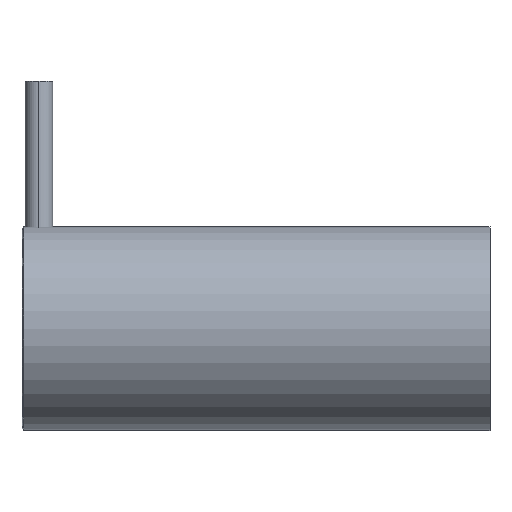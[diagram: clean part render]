
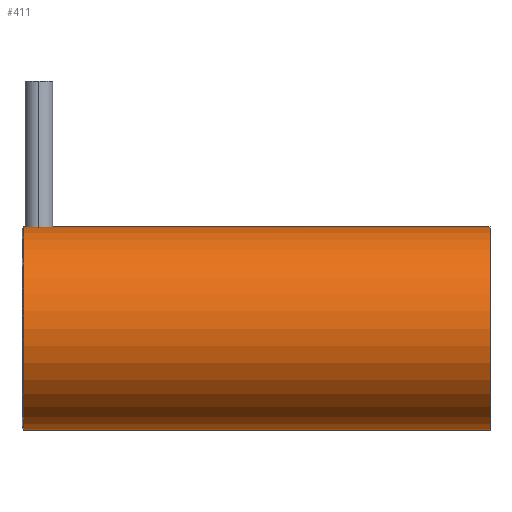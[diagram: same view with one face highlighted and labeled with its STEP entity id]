
A CAD part, left-side view. The second image highlights one B-rep face of the part: STEP entity #411.
In plain terms, the highlighted cylindrical face has radius 54.5 mm (diameter 109 mm), a partial arc.
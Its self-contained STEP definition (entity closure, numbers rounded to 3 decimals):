
#1 = DIRECTION ( 'NONE',  ( 0., -1., 0. ) ) ;
#3 = CARTESIAN_POINT ( 'NONE',  ( -1.441, 247.188, 54.481 ) ) ;
#7 = CARTESIAN_POINT ( 'NONE',  ( -0.42, 247.35, 54.5 ) ) ;
#9 = VERTEX_POINT ( 'NONE', #572 ) ;
#11 = CARTESIAN_POINT ( 'NONE',  ( -6.309, 240.167, 54.134 ) ) ;
#15 = CARTESIAN_POINT ( 'NONE',  ( -6.35, 241., 54.129 ) ) ;
#16 = ORIENTED_EDGE ( 'NONE', *, *, #380, .F. ) ;
#25 = EDGE_CURVE ( 'NONE', #246, #607, #305, .T. ) ;
#50 = CYLINDRICAL_SURFACE ( 'NONE', #288, 54.5 ) ;
#60 = EDGE_CURVE ( 'NONE', #275, #246, #521, .T. ) ;
#67 = DIRECTION ( 'NONE',  ( 0., -1., 0. ) ) ;
#69 = EDGE_CURVE ( 'NONE', #360, #610, #385, .T. ) ;
#76 = CARTESIAN_POINT ( 'NONE',  ( 0., 0., -54.5 ) ) ;
#80 = ORIENTED_EDGE ( 'NONE', *, *, #613, .T. ) ;
#86 = DIRECTION ( 'NONE',  ( 0., 1., 0. ) ) ;
#100 = VERTEX_POINT ( 'NONE', #321 ) ;
#101 = VECTOR ( 'NONE', #203, 1000. ) ;
#104 = CARTESIAN_POINT ( 'NONE',  ( 0., 234.65, 54.5 ) ) ;
#113 = DIRECTION ( 'NONE',  ( 0., -1., 0. ) ) ;
#123 = CARTESIAN_POINT ( 'NONE',  ( -4.196, 245.784, 54.339 ) ) ;
#126 = EDGE_CURVE ( 'NONE', #100, #9, #575, .T. ) ;
#127 = ORIENTED_EDGE ( 'NONE', *, *, #259, .F. ) ;
#142 = CARTESIAN_POINT ( 'NONE',  ( -4.781, 236.801, 54.291 ) ) ;
#152 = CARTESIAN_POINT ( 'NONE',  ( -3.175, 235.497, 54.408 ) ) ;
#174 = B_SPLINE_CURVE_WITH_KNOTS ( 'NONE', 3,
 ( #463, #691, #11, #262, #701, #581, #516, #455, #746, #695, #142, #647, #343, #597, #152, #661, #355, #282, #476, #705, #340, #532, #104 ),
 .UNSPECIFIED., .F., .F.,
 ( 4, 2, 2, 2, 2, 2, 2, 2, 1, 2, 2, 4 ),
 ( 0., 0.001, 0.002, 0.002, 0.004, 0.005, 0.006, 0.007, 0.007, 0.008, 0.009, 0.01 ),
 .UNSPECIFIED. ) ;
#189 = CARTESIAN_POINT ( 'NONE',  ( 0., 247.35, 54.5 ) ) ;
#190 = CARTESIAN_POINT ( 'NONE',  ( -2.239, 246.946, 54.454 ) ) ;
#195 = CARTESIAN_POINT ( 'NONE',  ( -5.696, 243.814, 54.202 ) ) ;
#203 = DIRECTION ( 'NONE',  ( 0., -1., 0. ) ) ;
#209 = CARTESIAN_POINT ( 'NONE',  ( 0., 250., 54.5 ) ) ;
#246 = VERTEX_POINT ( 'NONE', #641 ) ;
#251 = CARTESIAN_POINT ( 'NONE',  ( -5.392, 244.36, 54.233 ) ) ;
#257 = DIRECTION ( 'NONE',  ( 0., -1., 0. ) ) ;
#259 = EDGE_CURVE ( 'NONE', #610, #100, #174, .T. ) ;
#262 = CARTESIAN_POINT ( 'NONE',  ( -6.188, 239.558, 54.148 ) ) ;
#266 = CARTESIAN_POINT ( 'NONE',  ( -6.35, 241., 54.129 ) ) ;
#275 = VERTEX_POINT ( 'NONE', #351 ) ;
#281 = CARTESIAN_POINT ( 'NONE',  ( 0., 0., 0. ) ) ;
#282 = CARTESIAN_POINT ( 'NONE',  ( -2.044, 234.984, 54.462 ) ) ;
#288 = AXIS2_PLACEMENT_3D ( 'NONE', #564, #1, #720 ) ;
#301 = VECTOR ( 'NONE', #113, 1000. ) ;
#305 = LINE ( 'NONE', #785, #630 ) ;
#308 = CARTESIAN_POINT ( 'NONE',  ( 0., 250., 54.5 ) ) ;
#311 = FACE_OUTER_BOUND ( 'NONE', #402, .T. ) ;
#313 = ORIENTED_EDGE ( 'NONE', *, *, #126, .F. ) ;
#321 = CARTESIAN_POINT ( 'NONE',  ( 0., 234.65, 54.5 ) ) ;
#340 = CARTESIAN_POINT ( 'NONE',  ( -0.827, 234.69, 54.495 ) ) ;
#343 = CARTESIAN_POINT ( 'NONE',  ( -3.876, 235.953, 54.363 ) ) ;
#346 = ORIENTED_EDGE ( 'NONE', *, *, #25, .T. ) ;
#351 = CARTESIAN_POINT ( 'NONE',  ( 0., 249., 54.5 ) ) ;
#355 = CARTESIAN_POINT ( 'NONE',  ( -2.434, 235.124, 54.447 ) ) ;
#360 = VERTEX_POINT ( 'NONE', #189 ) ;
#372 = CARTESIAN_POINT ( 'NONE',  ( -6.145, 242.655, 54.153 ) ) ;
#377 = DIRECTION ( 'NONE',  ( 0., 0., 1. ) ) ;
#380 = EDGE_CURVE ( 'NONE', #275, #360, #787, .T. ) ;
#385 = B_SPLINE_CURVE_WITH_KNOTS ( 'NONE', 3,
 ( #733, #7, #626, #3, #562, #674, #190, #730, #438, #504, #123, #788, #737, #251, #497, #195, #444, #686, #372, #436, #446, #15 ),
 .UNSPECIFIED., .F., .F.,
 ( 4, 2, 2, 2, 2, 2, 2, 2, 2, 2, 4 ),
 ( 0.03, 0.031, 0.032, 0.032, 0.034, 0.035, 0.036, 0.037, 0.037, 0.038, 0.04 ),
 .UNSPECIFIED. ) ;
#395 = DIRECTION ( 'NONE',  ( 0., 0., 1. ) ) ;
#402 = EDGE_LOOP ( 'NONE', ( #16, #718, #346, #80, #313, #127, #648 ) ) ;
#411 = ADVANCED_FACE ( 'NONE', ( #311 ), #50, .T. ) ;
#436 = CARTESIAN_POINT ( 'NONE',  ( -6.309, 241.835, 54.134 ) ) ;
#438 = CARTESIAN_POINT ( 'NONE',  ( -3.18, 246.512, 54.408 ) ) ;
#444 = CARTESIAN_POINT ( 'NONE',  ( -5.785, 243.627, 54.192 ) ) ;
#446 = CARTESIAN_POINT ( 'NONE',  ( -6.35, 241.42, 54.129 ) ) ;
#455 = CARTESIAN_POINT ( 'NONE',  ( -5.706, 238.182, 54.201 ) ) ;
#463 = CARTESIAN_POINT ( 'NONE',  ( -6.35, 241., 54.129 ) ) ;
#476 = CARTESIAN_POINT ( 'NONE',  ( -1.646, 234.864, 54.475 ) ) ;
#483 = CIRCLE ( 'NONE', #625, 54.5 ) ;
#497 = CARTESIAN_POINT ( 'NONE',  ( -5.5, 244.18, 54.222 ) ) ;
#504 = CARTESIAN_POINT ( 'NONE',  ( -3.87, 246.052, 54.364 ) ) ;
#516 = CARTESIAN_POINT ( 'NONE',  ( -5.945, 238.759, 54.175 ) ) ;
#521 = CIRCLE ( 'NONE', #693, 54.5 ) ;
#532 = CARTESIAN_POINT ( 'NONE',  ( -0.415, 234.65, 54.5 ) ) ;
#562 = CARTESIAN_POINT ( 'NONE',  ( -1.642, 247.138, 54.476 ) ) ;
#564 = CARTESIAN_POINT ( 'NONE',  ( 0., 250., 0. ) ) ;
#572 = CARTESIAN_POINT ( 'NONE',  ( 0., 0., 54.5 ) ) ;
#575 = LINE ( 'NONE', #209, #101 ) ;
#581 = CARTESIAN_POINT ( 'NONE',  ( -6.016, 238.957, 54.167 ) ) ;
#597 = CARTESIAN_POINT ( 'NONE',  ( -3.355, 235.605, 54.397 ) ) ;
#607 = VERTEX_POINT ( 'NONE', #76 ) ;
#610 = VERTEX_POINT ( 'NONE', #266 ) ;
#613 = EDGE_CURVE ( 'NONE', #607, #9, #483, .T. ) ;
#625 = AXIS2_PLACEMENT_3D ( 'NONE', #281, #86, #395 ) ;
#626 = CARTESIAN_POINT ( 'NONE',  ( -0.832, 247.309, 54.495 ) ) ;
#630 = VECTOR ( 'NONE', #257, 1000. ) ;
#641 = CARTESIAN_POINT ( 'NONE',  ( 0., 249., -54.5 ) ) ;
#647 = CARTESIAN_POINT ( 'NONE',  ( -4.196, 236.216, 54.339 ) ) ;
#648 = ORIENTED_EDGE ( 'NONE', *, *, #69, .F. ) ;
#661 = CARTESIAN_POINT ( 'NONE',  ( -2.808, 235.301, 54.428 ) ) ;
#674 = CARTESIAN_POINT ( 'NONE',  ( -2.041, 247.017, 54.462 ) ) ;
#686 = CARTESIAN_POINT ( 'NONE',  ( -6.023, 243.055, 54.166 ) ) ;
#691 = CARTESIAN_POINT ( 'NONE',  ( -6.35, 240.58, 54.129 ) ) ;
#693 = AXIS2_PLACEMENT_3D ( 'NONE', #735, #67, #377 ) ;
#695 = CARTESIAN_POINT ( 'NONE',  ( -5.049, 237.127, 54.266 ) ) ;
#701 = CARTESIAN_POINT ( 'NONE',  ( -6.137, 239.356, 54.153 ) ) ;
#705 = CARTESIAN_POINT ( 'NONE',  ( -1.442, 234.812, 54.481 ) ) ;
#718 = ORIENTED_EDGE ( 'NONE', *, *, #60, .T. ) ;
#720 = DIRECTION ( 'NONE',  ( 0., 0., -1. ) ) ;
#730 = CARTESIAN_POINT ( 'NONE',  ( -2.816, 246.707, 54.429 ) ) ;
#733 = CARTESIAN_POINT ( 'NONE',  ( 0., 247.35, 54.5 ) ) ;
#735 = CARTESIAN_POINT ( 'NONE',  ( 0., 249., 0. ) ) ;
#737 = CARTESIAN_POINT ( 'NONE',  ( -5.044, 244.88, 54.267 ) ) ;
#746 = CARTESIAN_POINT ( 'NONE',  ( -5.511, 237.817, 54.221 ) ) ;
#785 = CARTESIAN_POINT ( 'NONE',  ( 0., 250., -54.5 ) ) ;
#787 = LINE ( 'NONE', #308, #301 ) ;
#788 = CARTESIAN_POINT ( 'NONE',  ( -4.781, 245.199, 54.291 ) ) ;
